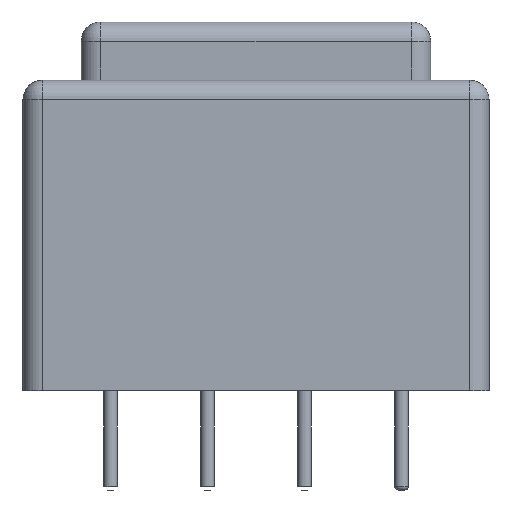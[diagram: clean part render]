
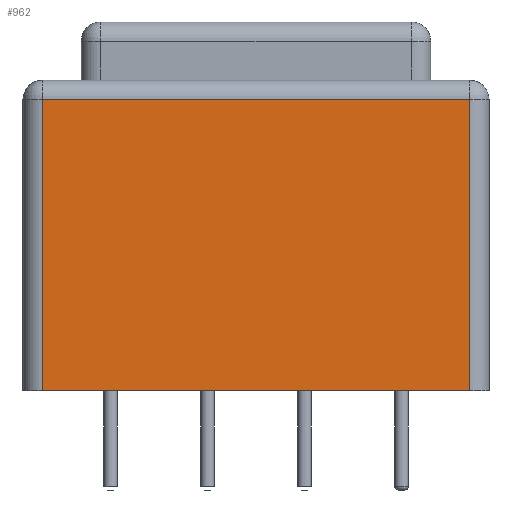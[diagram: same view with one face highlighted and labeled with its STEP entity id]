
A CAD part, front view. The second image highlights one B-rep face of the part: STEP entity #962.
In plain terms, the highlighted planar face has unit normal (0, -1, 0).
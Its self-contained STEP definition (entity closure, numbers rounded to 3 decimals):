
#13=DIRECTION('',(0.,0.,1.));
#491=VECTOR('',#492,1.);
#492=DIRECTION('',(-1.,0.,0.));
#500=DIRECTION('',(0.,-1.,0.));
#539=VECTOR('',#13,1.);
#805=VERTEX_POINT('',#806);
#806=CARTESIAN_POINT('',(18.5,-3.5,15.1));
#813=VERTEX_POINT('',#814);
#814=CARTESIAN_POINT('',(-3.5,-3.5,15.1));
#819=EDGE_CURVE('',#805,#813,#820,.T.);
#820=LINE('',#806,#491);
#962=ADVANCED_FACE('',(#963),#980,.T.);
#963=FACE_BOUND('',#964,.T.);
#964=EDGE_LOOP('',(#965,#970,#971,#976));
#965=ORIENTED_EDGE('',*,*,#966,.T.);
#966=EDGE_CURVE('',#967,#805,#969,.T.);
#967=VERTEX_POINT('',#968);
#968=CARTESIAN_POINT('',(18.5,-3.5,0.1));
#969=LINE('',#968,#539);
#970=ORIENTED_EDGE('',*,*,#819,.T.);
#971=ORIENTED_EDGE('',*,*,#972,.F.);
#972=EDGE_CURVE('',#973,#813,#975,.T.);
#973=VERTEX_POINT('',#974);
#974=CARTESIAN_POINT('',(-3.5,-3.5,0.1));
#975=LINE('',#974,#539);
#976=ORIENTED_EDGE('',*,*,#977,.F.);
#977=EDGE_CURVE('',#967,#973,#978,.T.);
#978=LINE('',#979,#491);
#979=CARTESIAN_POINT('',(19.5,-3.5,0.1));
#980=PLANE('',#981);
#981=AXIS2_PLACEMENT_3D('',#979,#500,#492);
